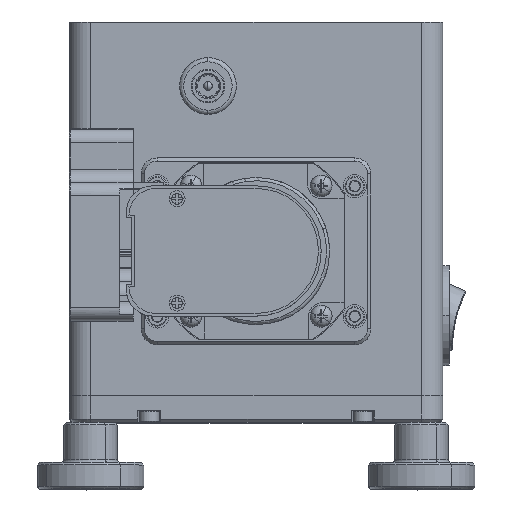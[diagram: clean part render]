
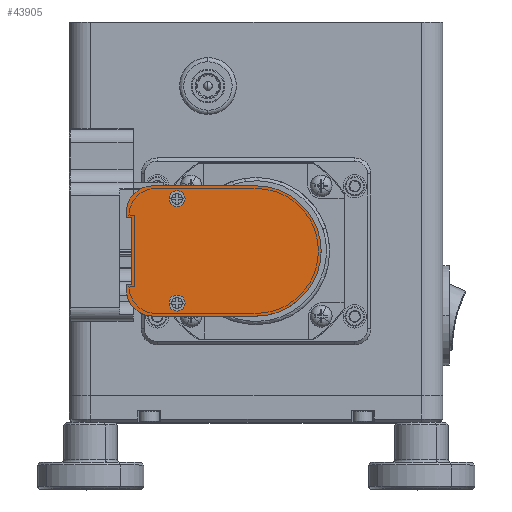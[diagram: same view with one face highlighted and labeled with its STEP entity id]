
A CAD part, top view. The second image highlights one B-rep face of the part: STEP entity #43905.
In plain terms, the highlighted planar face has unit normal (0, 0, 1).
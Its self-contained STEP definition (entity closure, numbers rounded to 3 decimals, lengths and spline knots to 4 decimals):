
#273 = LINE ( 'NONE', #95274, #17886 ) ;
#2638 = CARTESIAN_POINT ( 'NONE',  ( -0.965, 1.9617, 3.8197 ) ) ;
#8767 = ORIENTED_EDGE ( 'NONE', *, *, #23477, .F. ) ;
#9167 = CARTESIAN_POINT ( 'NONE',  ( -1.215, 1.2417, 3.8197 ) ) ;
#9229 = EDGE_CURVE ( 'NONE', #34893, #94150, #16534, .T. ) ;
#10589 = DIRECTION ( 'NONE',  ( -1., 0., 0. ) ) ;
#10717 = EDGE_CURVE ( 'NONE', #14692, #57000, #79160, .T. ) ;
#13928 = CARTESIAN_POINT ( 'NONE',  ( -0.965, 1.2417, 3.8197 ) ) ;
#14198 = VERTEX_POINT ( 'NONE', #29877 ) ;
#14692 = VERTEX_POINT ( 'NONE', #29254 ) ;
#15421 = VECTOR ( 'NONE', #18017, 39.3701 ) ;
#15877 = DIRECTION ( 'NONE',  ( 0., -1., 0. ) ) ;
#16534 = LINE ( 'NONE', #64311, #62242 ) ;
#16931 = EDGE_CURVE ( 'NONE', #84504, #69778, #43406, .T. ) ;
#17571 = VECTOR ( 'NONE', #32264, 39.3701 ) ;
#17886 = VECTOR ( 'NONE', #71880, 39.3701 ) ;
#17947 = DIRECTION ( 'NONE',  ( -1., 0., 0. ) ) ;
#18017 = DIRECTION ( 'NONE',  ( 0., -1., 0. ) ) ;
#18904 = DIRECTION ( 'NONE',  ( -1., 0., 0. ) ) ;
#20125 = DIRECTION ( 'NONE',  ( 0., 0., 1. ) ) ;
#21565 = VERTEX_POINT ( 'NONE', #102163 ) ;
#22145 = EDGE_LOOP ( 'NONE', ( #31230, #56329 ) ) ;
#23361 = EDGE_CURVE ( 'NONE', #100734, #14692, #273, .T. ) ;
#23477 = EDGE_CURVE ( 'NONE', #57143, #80905, #36123, .T. ) ;
#24699 = LINE ( 'NONE', #41300, #98187 ) ;
#25266 = LINE ( 'NONE', #95416, #79990 ) ;
#25868 = CARTESIAN_POINT ( 'NONE',  ( -0.74, 2.0897, 3.8197 ) ) ;
#26232 = CARTESIAN_POINT ( 'NONE',  ( 0., 1.6017, 3.8197 ) ) ;
#27683 = ORIENTED_EDGE ( 'NONE', *, *, #42225, .T. ) ;
#28455 = DIRECTION ( 'NONE',  ( 0., -1., 0. ) ) ;
#29254 = CARTESIAN_POINT ( 'NONE',  ( 0., 0.9917, 3.8197 ) ) ;
#29648 = ORIENTED_EDGE ( 'NONE', *, *, #91180, .T. ) ;
#29877 = CARTESIAN_POINT ( 'NONE',  ( -1.215, 1.9617, 3.8197 ) ) ;
#30504 = EDGE_LOOP ( 'NONE', ( #8767, #69996 ) ) ;
#30733 = VERTEX_POINT ( 'NONE', #9167 ) ;
#31049 = AXIS2_PLACEMENT_3D ( 'NONE', #67404, #90785, #28455 ) ;
#31230 = ORIENTED_EDGE ( 'NONE', *, *, #43094, .F. ) ;
#32264 = DIRECTION ( 'NONE',  ( 1., 0., 0. ) ) ;
#32887 = VERTEX_POINT ( 'NONE', #100833 ) ;
#33880 = EDGE_CURVE ( 'NONE', #14198, #21565, #94813, .T. ) ;
#34031 = DIRECTION ( 'NONE',  ( 0., 0., 1. ) ) ;
#34289 = DIRECTION ( 'NONE',  ( 0., 0., 1. ) ) ;
#34893 = VERTEX_POINT ( 'NONE', #91762 ) ;
#35040 = DIRECTION ( 'NONE',  ( -1., 0., 0. ) ) ;
#35640 = CIRCLE ( 'NONE', #47244, 0.25 ) ;
#36123 = CIRCLE ( 'NONE', #56036, 0.075 ) ;
#37406 = AXIS2_PLACEMENT_3D ( 'NONE', #25868, #75581, #99487 ) ;
#37977 = EDGE_CURVE ( 'NONE', #21565, #32887, #63936, .T. ) ;
#38298 = DIRECTION ( 'NONE',  ( 0., 0., 1. ) ) ;
#38431 = ORIENTED_EDGE ( 'NONE', *, *, #41375, .T. ) ;
#41300 = CARTESIAN_POINT ( 'NONE',  ( 0., 2.2117, 3.8197 ) ) ;
#41375 = EDGE_CURVE ( 'NONE', #80815, #14198, #99584, .T. ) ;
#41790 = FACE_OUTER_BOUND ( 'NONE', #96187, .T. ) ;
#41872 = CARTESIAN_POINT ( 'NONE',  ( -1.215, 1.2917, 3.8197 ) ) ;
#42225 = EDGE_CURVE ( 'NONE', #57000, #80815, #24699, .T. ) ;
#42752 = CARTESIAN_POINT ( 'NONE',  ( -0.815, 1.1137, 3.8197 ) ) ;
#43094 = EDGE_CURVE ( 'NONE', #69778, #84504, #81795, .T. ) ;
#43406 = CIRCLE ( 'NONE', #46651, 0.075 ) ;
#43777 = CARTESIAN_POINT ( 'NONE',  ( -0.74, 2.0897, 3.8197 ) ) ;
#43905 = ADVANCED_FACE ( 'NONE', ( #52157, #50602, #41790 ), #98953, .T. ) ;
#46651 = AXIS2_PLACEMENT_3D ( 'NONE', #73962, #81265, #18904 ) ;
#47244 = AXIS2_PLACEMENT_3D ( 'NONE', #13928, #38298, #61687 ) ;
#48041 = CARTESIAN_POINT ( 'NONE',  ( -1.215, 1.9617, 3.8197 ) ) ;
#48539 = AXIS2_PLACEMENT_3D ( 'NONE', #76216, #20125, #75187 ) ;
#50592 = ORIENTED_EDGE ( 'NONE', *, *, #56161, .T. ) ;
#50602 = FACE_BOUND ( 'NONE', #30504, .T. ) ;
#50736 = ORIENTED_EDGE ( 'NONE', *, *, #37977, .T. ) ;
#52157 = FACE_BOUND ( 'NONE', #22145, .T. ) ;
#55973 = CARTESIAN_POINT ( 'NONE',  ( -1.215, 1.2917, 3.8197 ) ) ;
#56036 = AXIS2_PLACEMENT_3D ( 'NONE', #43777, #65636, #10589 ) ;
#56161 = EDGE_CURVE ( 'NONE', #30733, #100734, #35640, .T. ) ;
#56329 = ORIENTED_EDGE ( 'NONE', *, *, #16931, .F. ) ;
#56685 = CARTESIAN_POINT ( 'NONE',  ( -0.665, 2.0897, 3.8197 ) ) ;
#57000 = VERTEX_POINT ( 'NONE', #87401 ) ;
#57143 = VERTEX_POINT ( 'NONE', #56685 ) ;
#60611 = CIRCLE ( 'NONE', #37406, 0.075 ) ;
#60616 = ORIENTED_EDGE ( 'NONE', *, *, #10717, .T. ) ;
#61687 = DIRECTION ( 'NONE',  ( 0., -1., 0. ) ) ;
#62242 = VECTOR ( 'NONE', #97017, 39.3701 ) ;
#62694 = CARTESIAN_POINT ( 'NONE',  ( -0.665, 1.1137, 3.8197 ) ) ;
#63111 = CARTESIAN_POINT ( 'NONE',  ( -0.965, 2.2117, 3.8197 ) ) ;
#63936 = LINE ( 'NONE', #87828, #17571 ) ;
#64067 = CARTESIAN_POINT ( 'NONE',  ( -0.965, 0.9917, 3.8197 ) ) ;
#64311 = CARTESIAN_POINT ( 'NONE',  ( -1.165, 1.2917, 3.8197 ) ) ;
#65636 = DIRECTION ( 'NONE',  ( 0., 0., 1. ) ) ;
#65962 = DIRECTION ( 'NONE',  ( 0., -1., 0. ) ) ;
#67404 = CARTESIAN_POINT ( 'NONE',  ( 0., 1.6017, 3.8197 ) ) ;
#69778 = VERTEX_POINT ( 'NONE', #62694 ) ;
#69996 = ORIENTED_EDGE ( 'NONE', *, *, #101698, .F. ) ;
#70164 = ORIENTED_EDGE ( 'NONE', *, *, #23361, .T. ) ;
#71880 = DIRECTION ( 'NONE',  ( 1., 0., 0. ) ) ;
#73619 = AXIS2_PLACEMENT_3D ( 'NONE', #26232, #34031, #35040 ) ;
#73962 = CARTESIAN_POINT ( 'NONE',  ( -0.74, 1.1137, 3.8197 ) ) ;
#75187 = DIRECTION ( 'NONE',  ( -1., 0., 0. ) ) ;
#75581 = DIRECTION ( 'NONE',  ( 0., 0., 1. ) ) ;
#76216 = CARTESIAN_POINT ( 'NONE',  ( -0.74, 1.1137, 3.8197 ) ) ;
#79160 = CIRCLE ( 'NONE', #31049, 0.61 ) ;
#79990 = VECTOR ( 'NONE', #96953, 39.3701 ) ;
#80815 = VERTEX_POINT ( 'NONE', #63111 ) ;
#80905 = VERTEX_POINT ( 'NONE', #95805 ) ;
#81265 = DIRECTION ( 'NONE',  ( 0., 0., 1. ) ) ;
#81795 = CIRCLE ( 'NONE', #48539, 0.075 ) ;
#84504 = VERTEX_POINT ( 'NONE', #42752 ) ;
#85707 = ORIENTED_EDGE ( 'NONE', *, *, #9229, .T. ) ;
#86295 = AXIS2_PLACEMENT_3D ( 'NONE', #2638, #34289, #65962 ) ;
#87401 = CARTESIAN_POINT ( 'NONE',  ( 0., 2.2117, 3.8197 ) ) ;
#87828 = CARTESIAN_POINT ( 'NONE',  ( -1.215, 1.9117, 3.8197 ) ) ;
#87848 = ORIENTED_EDGE ( 'NONE', *, *, #90691, .T. ) ;
#90691 = EDGE_CURVE ( 'NONE', #32887, #34893, #25266, .T. ) ;
#90785 = DIRECTION ( 'NONE',  ( 0., 0., 1. ) ) ;
#91180 = EDGE_CURVE ( 'NONE', #94150, #30733, #96435, .T. ) ;
#91762 = CARTESIAN_POINT ( 'NONE',  ( -1.165, 1.2917, 3.8197 ) ) ;
#92832 = ORIENTED_EDGE ( 'NONE', *, *, #33880, .T. ) ;
#94150 = VERTEX_POINT ( 'NONE', #55973 ) ;
#94813 = LINE ( 'NONE', #48041, #95055 ) ;
#95055 = VECTOR ( 'NONE', #15877, 39.3701 ) ;
#95274 = CARTESIAN_POINT ( 'NONE',  ( -0.965, 0.9917, 3.8197 ) ) ;
#95416 = CARTESIAN_POINT ( 'NONE',  ( -1.165, 1.9117, 3.8197 ) ) ;
#95805 = CARTESIAN_POINT ( 'NONE',  ( -0.815, 2.0897, 3.8197 ) ) ;
#96187 = EDGE_LOOP ( 'NONE', ( #60616, #27683, #38431, #92832, #50736, #87848, #85707, #29648, #50592, #70164 ) ) ;
#96435 = LINE ( 'NONE', #41872, #15421 ) ;
#96953 = DIRECTION ( 'NONE',  ( 0., -1., 0. ) ) ;
#97017 = DIRECTION ( 'NONE',  ( -1., 0., 0. ) ) ;
#98187 = VECTOR ( 'NONE', #17947, 39.3701 ) ;
#98953 = PLANE ( 'NONE',  #73619 ) ;
#99487 = DIRECTION ( 'NONE',  ( -1., 0., 0. ) ) ;
#99584 = CIRCLE ( 'NONE', #86295, 0.25 ) ;
#100734 = VERTEX_POINT ( 'NONE', #64067 ) ;
#100833 = CARTESIAN_POINT ( 'NONE',  ( -1.165, 1.9117, 3.8197 ) ) ;
#101698 = EDGE_CURVE ( 'NONE', #80905, #57143, #60611, .T. ) ;
#102163 = CARTESIAN_POINT ( 'NONE',  ( -1.215, 1.9117, 3.8197 ) ) ;
